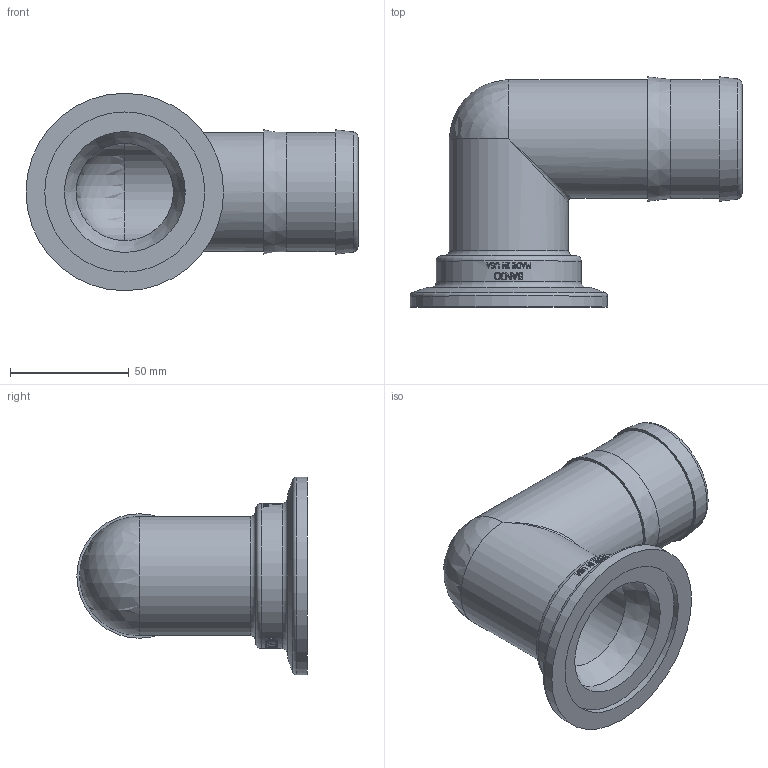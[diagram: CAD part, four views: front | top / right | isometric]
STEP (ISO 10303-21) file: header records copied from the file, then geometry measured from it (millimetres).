
FILE_DESCRIPTION(/* description */ ('2" FP FLANGE X 2" HB 90 DEGREE '),/* implementation_level */ '2;1');
FILE_NAME(/* name */ 'M220BRB90.stp',/* time_stamp */ '2016-12-02T16:09:46-05:00',/* author */ ('mclevenger'),/* organization */ (''),/* preprocessor_version */ 'ST-DEVELOPER v16.5',/* originating_system */ 'Autodesk Inventor 2017',/* authorisation */ '');
FILE_SCHEMA (('AUTOMOTIVE_DESIGN { 1 0 10303 214 3 1 1 }'));
Length unit declared in the file: inch
Products named in the file (1): M220BRB90
Bounding box: 139.57 x 96.77 x 83.06 mm (x, y, z)
Volume: 135371 mm3; surface area: 56276 mm2
Topology: 1 solids, 1 shells, 413 faces, 1098 edges, 724 vertices
Faces by surface type: bspline 198, plane 156, cylinder 47, torus 6, cone 4, sphere 2
Full cylindrical faces by diameter (mm): 40.894 x2, 50.038 x3, 50.8 x1, 60.96 x1, 67.31 x1, 83.058 x1
Entity records: 57686 total; most frequent: CARTESIAN_POINT 48533, ORIENTED_EDGE 2138, DIRECTION 1402, EDGE_CURVE 1069, VERTEX_POINT 720, EDGE_LOOP 477, LINE 476, VECTOR 476
